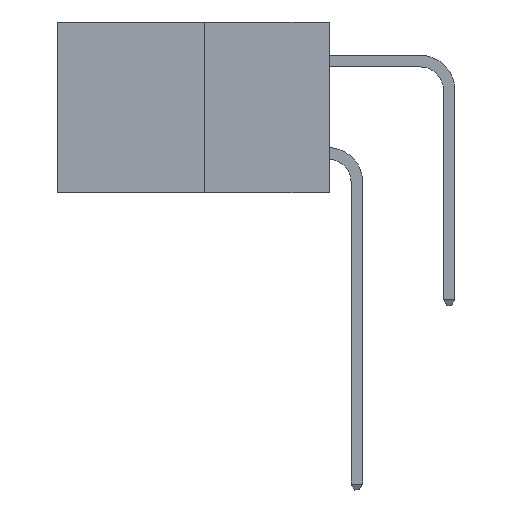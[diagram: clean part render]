
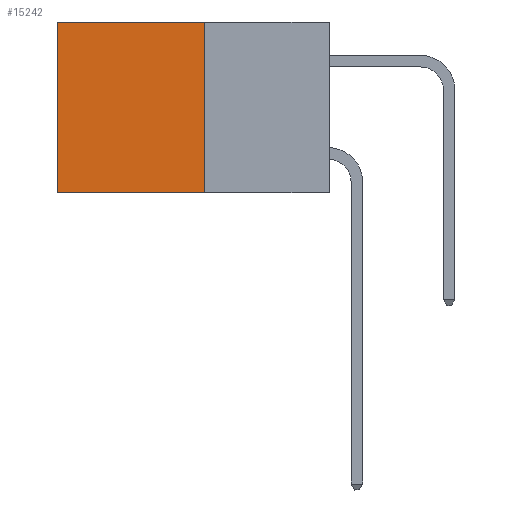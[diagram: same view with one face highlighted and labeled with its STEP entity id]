
A CAD part, left-side view. The second image highlights one B-rep face of the part: STEP entity #15242.
In plain terms, the highlighted planar face has unit normal (-1, 0, 0).
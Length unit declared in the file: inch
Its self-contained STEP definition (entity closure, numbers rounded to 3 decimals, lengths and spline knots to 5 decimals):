
#885 = VERTEX_POINT ( 'NONE', #19054 ) ;
#894 = CARTESIAN_POINT ( 'NONE',  ( 0.277, 0.59, -0.37 ) ) ;
#1529 = ORIENTED_EDGE ( 'NONE', *, *, #11292, .F. ) ;
#2151 = LINE ( 'NONE', #13444, #6133 ) ;
#2308 = CARTESIAN_POINT ( 'NONE',  ( 0.277, 0.27, -0.37 ) ) ;
#2387 = DIRECTION ( 'NONE',  ( 1., 0., 0. ) ) ;
#2442 = VERTEX_POINT ( 'NONE', #12374 ) ;
#2792 = EDGE_LOOP ( 'NONE', ( #3751, #14666, #1529, #17147 ) ) ;
#3751 = ORIENTED_EDGE ( 'NONE', *, *, #6786, .T. ) ;
#3836 = DIRECTION ( 'NONE',  ( 0., 0., -1. ) ) ;
#5263 = VERTEX_POINT ( 'NONE', #17636 ) ;
#6133 = VECTOR ( 'NONE', #17953, 39.37008 ) ;
#6786 = EDGE_CURVE ( 'NONE', #2442, #12759, #7447, .T. ) ;
#7023 = EDGE_CURVE ( 'NONE', #885, #12759, #19256, .T. ) ;
#7447 = LINE ( 'NONE', #894, #11461 ) ;
#7767 = LINE ( 'NONE', #2308, #10830 ) ;
#8203 = FACE_OUTER_BOUND ( 'NONE', #2792, .T. ) ;
#8332 = PLANE ( 'NONE',  #13152 ) ;
#9919 = CARTESIAN_POINT ( 'NONE',  ( 0.277, 0.59, -0.37 ) ) ;
#10830 = VECTOR ( 'NONE', #3836, 39.37008 ) ;
#11218 = VECTOR ( 'NONE', #19407, 39.37008 ) ;
#11292 = EDGE_CURVE ( 'NONE', #5263, #885, #7767, .T. ) ;
#11294 = CARTESIAN_POINT ( 'NONE',  ( 0.277, 0.27, -0.37 ) ) ;
#11348 = DIRECTION ( 'NONE',  ( 0., 0., -1. ) ) ;
#11461 = VECTOR ( 'NONE', #11348, 39.37008 ) ;
#11574 = EDGE_CURVE ( 'NONE', #5263, #2442, #2151, .T. ) ;
#11790 = CARTESIAN_POINT ( 'NONE',  ( 0.277, 0.27, -0.37 ) ) ;
#12374 = CARTESIAN_POINT ( 'NONE',  ( 0.277, 0.59, 0. ) ) ;
#12759 = VERTEX_POINT ( 'NONE', #9919 ) ;
#12876 = DIRECTION ( 'NONE',  ( 0., 0., -1. ) ) ;
#13152 = AXIS2_PLACEMENT_3D ( 'NONE', #11294, #2387, #12876 ) ;
#13444 = CARTESIAN_POINT ( 'NONE',  ( 0.277, 0.27, 0. ) ) ;
#14666 = ORIENTED_EDGE ( 'NONE', *, *, #7023, .F. ) ;
#15242 = ADVANCED_FACE ( 'NONE', ( #8203 ), #8332, .F. ) ;
#17147 = ORIENTED_EDGE ( 'NONE', *, *, #11574, .T. ) ;
#17636 = CARTESIAN_POINT ( 'NONE',  ( 0.277, 0.27, 0. ) ) ;
#17953 = DIRECTION ( 'NONE',  ( 0., 1., 0. ) ) ;
#19054 = CARTESIAN_POINT ( 'NONE',  ( 0.277, 0.27, -0.37 ) ) ;
#19256 = LINE ( 'NONE', #11790, #11218 ) ;
#19407 = DIRECTION ( 'NONE',  ( 0., 1., 0. ) ) ;
